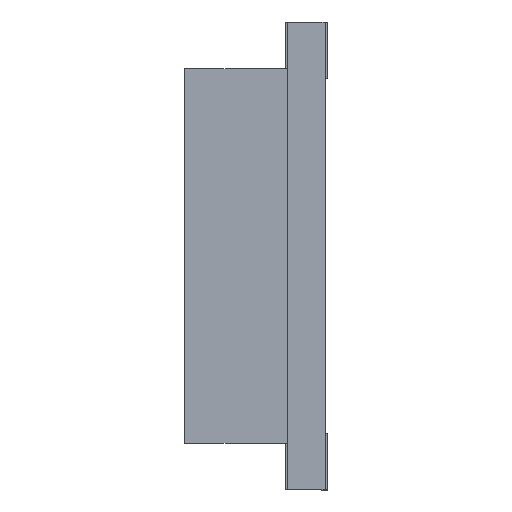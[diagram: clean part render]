
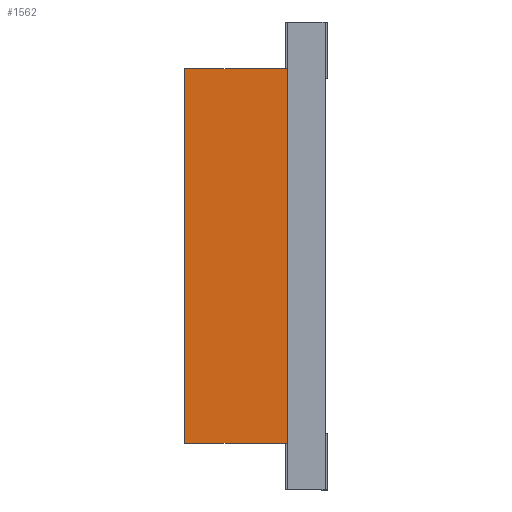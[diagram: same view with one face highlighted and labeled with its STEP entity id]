
A CAD part, left-side view. The second image highlights one B-rep face of the part: STEP entity #1562.
In plain terms, the highlighted planar face has unit normal (-1, 0, 0).
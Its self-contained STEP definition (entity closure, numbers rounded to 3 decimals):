
#643 = EDGE_LOOP ( 'NONE', ( #874, #875, #876, #873 ) ) ;
#873 = ORIENTED_EDGE ( 'NONE', *, *, #1088, .T. ) ;
#874 = ORIENTED_EDGE ( 'NONE', *, *, #11386, .F. ) ;
#875 = ORIENTED_EDGE ( 'NONE', *, *, #1090, .F. ) ;
#876 = ORIENTED_EDGE ( 'NONE', *, *, #1085, .T. ) ;
#1085 = EDGE_CURVE ( 'NONE', #12449, #12447, #4106, .T. ) ;
#1088 = EDGE_CURVE ( 'NONE', #12447, #12493, #4115, .T. ) ;
#1090 = EDGE_CURVE ( 'NONE', #12449, #12494, #4121, .T. ) ;
#1562 = ADVANCED_FACE ( 'NONE', ( #6215 ), #5644, .T. ) ;
#4106 = LINE ( 'NONE', #4107, #12964 ) ;
#4107 = CARTESIAN_POINT ( 'NONE',  ( -7.05, -2.2, -4. ) ) ;
#4108 = DIRECTION ( 'NONE',  ( 0., 0., 1. ) ) ;
#4115 = LINE ( 'NONE', #4116, #12898 ) ;
#4116 = CARTESIAN_POINT ( 'NONE',  ( -7.05, -2.2, 4. ) ) ;
#4117 = DIRECTION ( 'NONE',  ( 0., 1., 0. ) ) ;
#4121 = LINE ( 'NONE', #4122, #12929 ) ;
#4122 = CARTESIAN_POINT ( 'NONE',  ( -7.05, -2.2, -4. ) ) ;
#4123 = DIRECTION ( 'NONE',  ( 0., 1., 0. ) ) ;
#5644 = PLANE ( 'NONE',  #6218 ) ;
#5645 = CARTESIAN_POINT ( 'NONE',  ( -7.05, -2.2, -4. ) ) ;
#5646 = DIRECTION ( 'NONE',  ( -1., 0., 0. ) ) ;
#5647 = DIRECTION ( 'NONE',  ( 0., 0., 1. ) ) ;
#6215 = FACE_OUTER_BOUND ( 'NONE', #643, .T. ) ;
#6218 = AXIS2_PLACEMENT_3D ( 'NONE', #5645, #5646, #5647 ) ;
#10008 = LINE ( 'NONE', #10009, #10765 ) ;
#10009 = CARTESIAN_POINT ( 'NONE',  ( -7.05, 0., -4. ) ) ;
#10010 = DIRECTION ( 'NONE',  ( 0., 0., 1. ) ) ;
#10765 = VECTOR ( 'NONE', #10010, 1000. ) ;
#11185 = CARTESIAN_POINT ( 'NONE',  ( -7.05, -2.2, 4. ) ) ;
#11187 = CARTESIAN_POINT ( 'NONE',  ( -7.05, -2.2, -4. ) ) ;
#11231 = CARTESIAN_POINT ( 'NONE',  ( -7.05, 0., 4. ) ) ;
#11232 = CARTESIAN_POINT ( 'NONE',  ( -7.05, 0., -4. ) ) ;
#11386 = EDGE_CURVE ( 'NONE', #12494, #12493, #10008, .T. ) ;
#12447 = VERTEX_POINT ( 'NONE', #11185 ) ;
#12449 = VERTEX_POINT ( 'NONE', #11187 ) ;
#12493 = VERTEX_POINT ( 'NONE', #11231 ) ;
#12494 = VERTEX_POINT ( 'NONE', #11232 ) ;
#12898 = VECTOR ( 'NONE', #4117, 1000. ) ;
#12929 = VECTOR ( 'NONE', #4123, 1000. ) ;
#12964 = VECTOR ( 'NONE', #4108, 1000. ) ;
